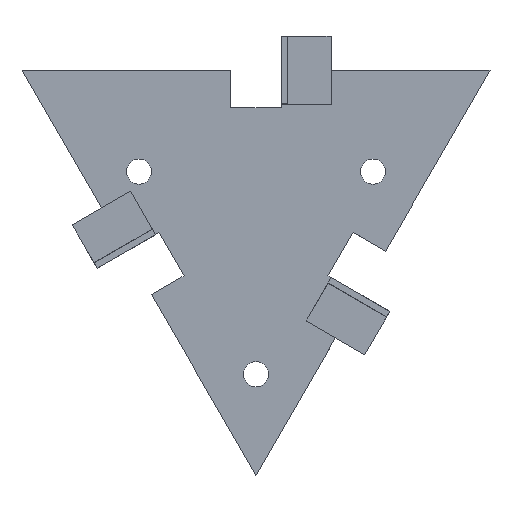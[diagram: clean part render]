
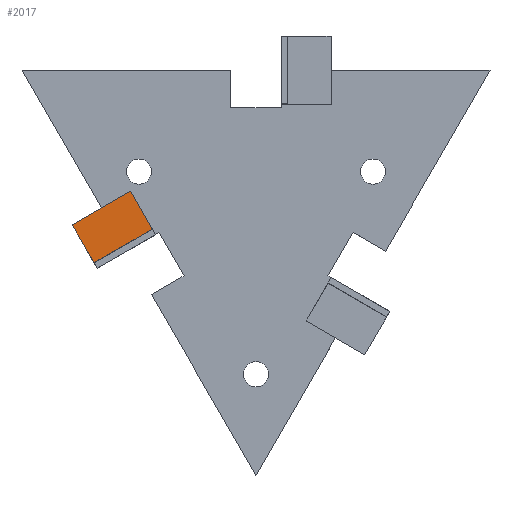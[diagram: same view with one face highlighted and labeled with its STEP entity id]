
A CAD part, top view. The second image highlights one B-rep face of the part: STEP entity #2017.
In plain terms, the highlighted planar face has unit normal (0, 0, 1).
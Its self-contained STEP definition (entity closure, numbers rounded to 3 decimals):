
#20 = ORIENTED_EDGE ( 'NONE', *, *, #980, .T. ) ;
#122 = CARTESIAN_POINT ( 'NONE',  ( -146.883, 38.462, 4. ) ) ;
#281 = DIRECTION ( 'NONE',  ( 0., 0., -1. ) ) ;
#327 = LINE ( 'NONE', #2516, #2578 ) ;
#430 = CARTESIAN_POINT ( 'NONE',  ( -80.254, 30.544, 4. ) ) ;
#495 = ORIENTED_EDGE ( 'NONE', *, *, #2187, .T. ) ;
#547 = AXIS2_PLACEMENT_3D ( 'NONE', #2241, #281, #1599 ) ;
#677 = DIRECTION ( 'NONE',  ( -0.494, 0.869, 0. ) ) ;
#702 = PLANE ( 'NONE',  #547 ) ;
#796 = EDGE_LOOP ( 'NONE', ( #2645, #20, #975, #495 ) ) ;
#841 = VERTEX_POINT ( 'NONE', #1495 ) ;
#904 = FACE_OUTER_BOUND ( 'NONE', #796, .T. ) ;
#921 = LINE ( 'NONE', #1172, #1333 ) ;
#975 = ORIENTED_EDGE ( 'NONE', *, *, #2087, .T. ) ;
#980 = EDGE_CURVE ( 'NONE', #2552, #841, #2378, .T. ) ;
#1033 = VECTOR ( 'NONE', #677, 1000. ) ;
#1172 = CARTESIAN_POINT ( 'NONE',  ( -35.506, 61.953, 4. ) ) ;
#1199 = DIRECTION ( 'NONE',  ( -0.866, -0.5, 0. ) ) ;
#1333 = VECTOR ( 'NONE', #1575, 1000. ) ;
#1340 = CARTESIAN_POINT ( 'NONE',  ( -129.383, 8.151, 4. ) ) ;
#1385 = VERTEX_POINT ( 'NONE', #122 ) ;
#1495 = CARTESIAN_POINT ( 'NONE',  ( -100.117, 65.462, 4. ) ) ;
#1575 = DIRECTION ( 'NONE',  ( -0.868, -0.497, 0. ) ) ;
#1599 = DIRECTION ( 'NONE',  ( -1., 0., 0. ) ) ;
#1724 = CARTESIAN_POINT ( 'NONE',  ( -82.727, 34.89, 4. ) ) ;
#1964 = VERTEX_POINT ( 'NONE', #1340 ) ;
#2017 = ADVANCED_FACE ( 'NONE', ( #904 ), #702, .F. ) ;
#2087 = EDGE_CURVE ( 'NONE', #841, #1385, #2714, .T. ) ;
#2109 = VECTOR ( 'NONE', #1199, 1000. ) ;
#2187 = EDGE_CURVE ( 'NONE', #1385, #1964, #327, .T. ) ;
#2241 = CARTESIAN_POINT ( 'NONE',  ( 0., 0., 4. ) ) ;
#2302 = DIRECTION ( 'NONE',  ( 0.5, -0.866, 0. ) ) ;
#2314 = CARTESIAN_POINT ( 'NONE',  ( -100.117, 65.462, 4. ) ) ;
#2378 = LINE ( 'NONE', #430, #1033 ) ;
#2516 = CARTESIAN_POINT ( 'NONE',  ( -126.883, 3.821, 4. ) ) ;
#2552 = VERTEX_POINT ( 'NONE', #1724 ) ;
#2578 = VECTOR ( 'NONE', #2302, 1000. ) ;
#2645 = ORIENTED_EDGE ( 'NONE', *, *, #2722, .F. ) ;
#2714 = LINE ( 'NONE', #2314, #2109 ) ;
#2722 = EDGE_CURVE ( 'NONE', #2552, #1964, #921, .T. ) ;
